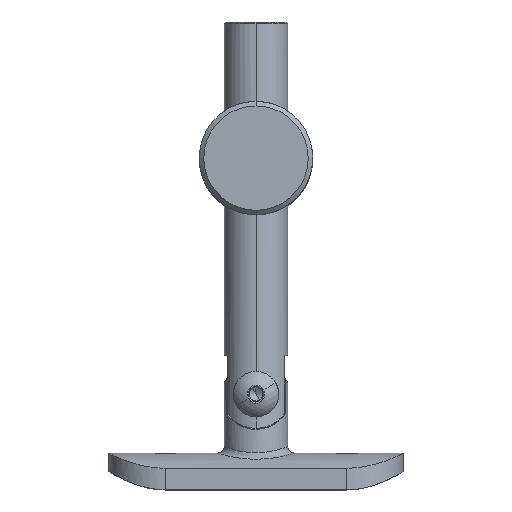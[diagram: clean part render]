
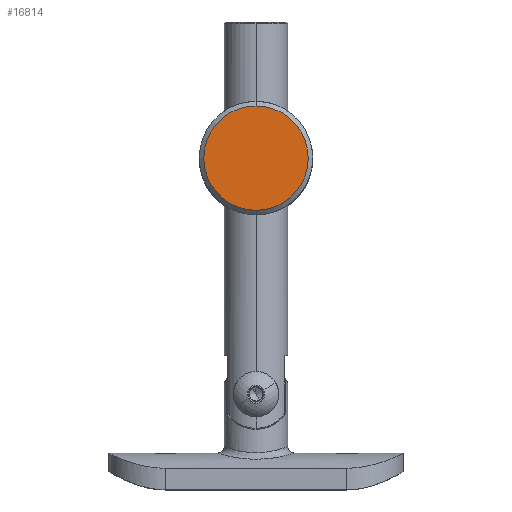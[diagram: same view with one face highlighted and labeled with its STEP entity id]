
A CAD part, top view. The second image highlights one B-rep face of the part: STEP entity #16814.
In plain terms, the highlighted planar face has unit normal (0, 0, 1).
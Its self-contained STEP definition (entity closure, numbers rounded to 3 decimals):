
#44 = CARTESIAN_POINT ( 'NONE',  ( 0., 0., 88. ) ) ;
#535 = DIRECTION ( 'NONE',  ( 0., 0., 1. ) ) ;
#562 = AXIS2_PLACEMENT_3D ( 'NONE', #4994, #19462, #3295 ) ;
#1836 = DIRECTION ( 'NONE',  ( 0., -1., 0. ) ) ;
#2078 = VERTEX_POINT ( 'NONE', #18473 ) ;
#3295 = DIRECTION ( 'NONE',  ( 0., -1., 0. ) ) ;
#4994 = CARTESIAN_POINT ( 'NONE',  ( 0., 0., 88. ) ) ;
#7039 = CIRCLE ( 'NONE', #20030, 11.5 ) ;
#7942 = EDGE_CURVE ( 'NONE', #2078, #12848, #10375, .T. ) ;
#8070 = AXIS2_PLACEMENT_3D ( 'NONE', #44, #13166, #11451 ) ;
#8186 = EDGE_CURVE ( 'NONE', #12848, #2078, #7039, .T. ) ;
#8634 = CARTESIAN_POINT ( 'NONE',  ( 0., -11.5, 88. ) ) ;
#9192 = ORIENTED_EDGE ( 'NONE', *, *, #7942, .T. ) ;
#10375 = CIRCLE ( 'NONE', #8070, 11.5 ) ;
#11387 = PLANE ( 'NONE',  #562 ) ;
#11451 = DIRECTION ( 'NONE',  ( 0., -1., 0. ) ) ;
#12848 = VERTEX_POINT ( 'NONE', #8634 ) ;
#13166 = DIRECTION ( 'NONE',  ( 0., 0., 1. ) ) ;
#13645 = FACE_OUTER_BOUND ( 'NONE', #20104, .T. ) ;
#14983 = CARTESIAN_POINT ( 'NONE',  ( 0., 0., 88. ) ) ;
#16814 = ADVANCED_FACE ( 'NONE', ( #13645 ), #11387, .T. ) ;
#18473 = CARTESIAN_POINT ( 'NONE',  ( 0., 11.5, 88. ) ) ;
#18826 = ORIENTED_EDGE ( 'NONE', *, *, #8186, .T. ) ;
#19462 = DIRECTION ( 'NONE',  ( 0., 0., 1. ) ) ;
#20030 = AXIS2_PLACEMENT_3D ( 'NONE', #14983, #535, #1836 ) ;
#20104 = EDGE_LOOP ( 'NONE', ( #9192, #18826 ) ) ;
